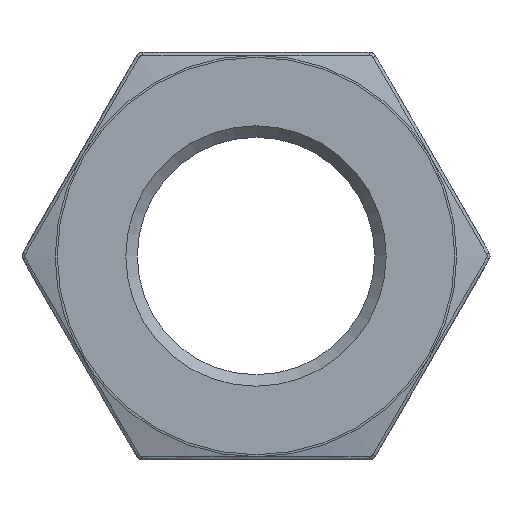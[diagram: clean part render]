
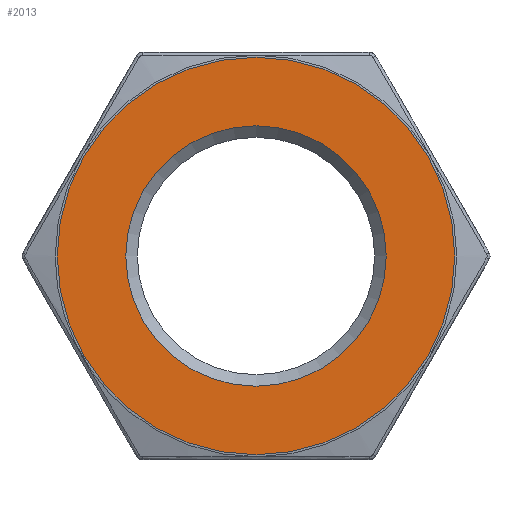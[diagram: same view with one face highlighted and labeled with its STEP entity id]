
A CAD part, left-side view. The second image highlights one B-rep face of the part: STEP entity #2013.
In plain terms, the highlighted planar face has unit normal (-1, 0, 0).
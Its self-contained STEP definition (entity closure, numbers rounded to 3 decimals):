
#223 = VERTEX_POINT ( 'NONE', #10908 ) ;
#244 = DIRECTION ( 'NONE',  ( 0., 0., 1. ) ) ;
#365 = CARTESIAN_POINT ( 'NONE',  ( 0., 0., 16.625 ) ) ;
#932 = EDGE_CURVE ( 'NONE', #223, #223, #12804, .T. ) ;
#1094 = AXIS2_PLACEMENT_3D ( 'NONE', #10931, #10865, #244 ) ;
#1918 = AXIS2_PLACEMENT_3D ( 'NONE', #10919, #8798, #7661 ) ;
#2013 = ADVANCED_FACE ( 'NONE', ( #7524, #12967 ), #3265, .F. ) ;
#2427 = DIRECTION ( 'NONE',  ( 0., 1., 0. ) ) ;
#3265 = PLANE ( 'NONE',  #1918 ) ;
#3327 = VERTEX_POINT ( 'NONE', #365 ) ;
#6551 = EDGE_LOOP ( 'NONE', ( #10485 ) ) ;
#7524 = FACE_OUTER_BOUND ( 'NONE', #6551, .T. ) ;
#7661 = DIRECTION ( 'NONE',  ( 0., 1., 0. ) ) ;
#8798 = DIRECTION ( 'NONE',  ( 1., 0., 0. ) ) ;
#9514 = EDGE_CURVE ( 'NONE', #3327, #3327, #11035, .T. ) ;
#9964 = DIRECTION ( 'NONE',  ( -1., 0., 0. ) ) ;
#10100 = CARTESIAN_POINT ( 'NONE',  ( 0., 0., 0. ) ) ;
#10485 = ORIENTED_EDGE ( 'NONE', *, *, #932, .T. ) ;
#10865 = DIRECTION ( 'NONE',  ( -1., 0., 0. ) ) ;
#10908 = CARTESIAN_POINT ( 'NONE',  ( 0., 25.368, 0. ) ) ;
#10919 = CARTESIAN_POINT ( 'NONE',  ( 0., 0., 0. ) ) ;
#10931 = CARTESIAN_POINT ( 'NONE',  ( 0., 0., 0. ) ) ;
#11035 = CIRCLE ( 'NONE', #1094, 16.625 ) ;
#11904 = AXIS2_PLACEMENT_3D ( 'NONE', #10100, #9964, #2427 ) ;
#12804 = CIRCLE ( 'NONE', #11904, 25.368 ) ;
#12967 = FACE_BOUND ( 'NONE', #13984, .T. ) ;
#13438 = ORIENTED_EDGE ( 'NONE', *, *, #9514, .F. ) ;
#13984 = EDGE_LOOP ( 'NONE', ( #13438 ) ) ;
